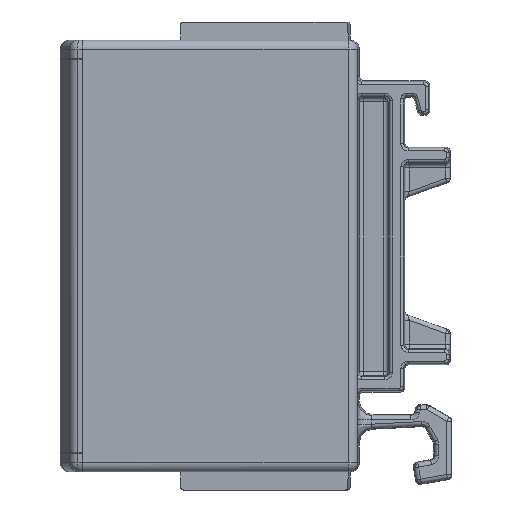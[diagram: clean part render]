
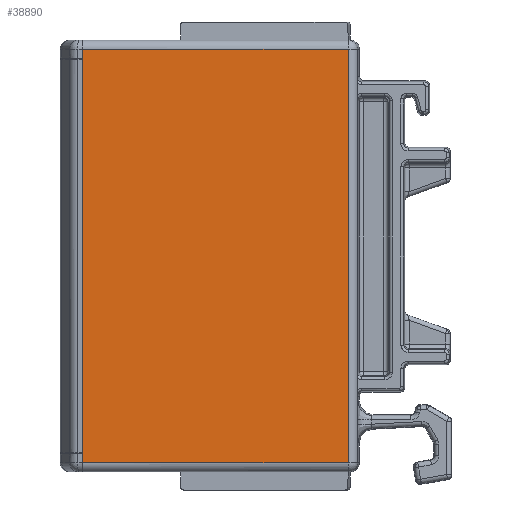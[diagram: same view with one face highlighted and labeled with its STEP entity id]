
A CAD part, left-side view. The second image highlights one B-rep face of the part: STEP entity #38890.
In plain terms, the highlighted planar face has unit normal (-1, 0, 0).
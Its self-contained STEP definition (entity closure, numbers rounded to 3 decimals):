
#37050=CARTESIAN_POINT('',(-15.,30.5,-21.8));
#37060=VERTEX_POINT('',#37050);
#37090=CARTESIAN_POINT('',(-15.,30.5,-21.8));
#37100=DIRECTION('',(0.,0.,-1.));
#37110=VECTOR('',#37100,1.);
#37120=LINE('',#37090,#37110);
#37130=CARTESIAN_POINT('',(-15.,30.5,-22.8));
#37140=VERTEX_POINT('',#37130);
#37150=EDGE_CURVE('',#37060,#37140,#37120,.T.);
#38310=CARTESIAN_POINT('',(-15.,0.,0.));
#38320=DIRECTION('',(-1.,0.,0.));
#38330=DIRECTION('',(0.,0.,1.));
#38340=AXIS2_PLACEMENT_3D('',#38310,#38320,#38330);
#38350=PLANE('',#38340);
#38360=ORIENTED_EDGE('',*,*,#37150,.T.);
#38370=CARTESIAN_POINT('',(-15.,30.5,21.8));
#38380=DIRECTION('',(0.,0.,-1.));
#38390=VECTOR('',#38380,43.6);
#38400=LINE('',#38370,#38390);
#38410=CARTESIAN_POINT('',(-15.,30.5,-21.7));
#38420=VERTEX_POINT('',#38410);
#38430=EDGE_CURVE('',#38420,#37060,#38400,.T.);
#38440=ORIENTED_EDGE('',*,*,#38430,.T.);
#38450=CARTESIAN_POINT('',(-15.,30.5,0.));
#38460=DIRECTION('',(0.,0.,1.));
#38470=VECTOR('',#38460,1.);
#38480=LINE('',#38450,#38470);
#38490=CARTESIAN_POINT('',(-15.,30.5,21.7));
#38500=VERTEX_POINT('',#38490);
#38510=EDGE_CURVE('',#38420,#38500,#38480,.T.);
#38520=ORIENTED_EDGE('',*,*,#38510,.F.);
#38530=CARTESIAN_POINT('',(-15.,30.5,21.8));
#38540=VERTEX_POINT('',#38530);
#38550=EDGE_CURVE('',#38540,#38500,#38400,.T.);
#38560=ORIENTED_EDGE('',*,*,#38550,.T.);
#38570=CARTESIAN_POINT('',(-15.,30.5,22.8));
#38580=DIRECTION('',(0.,0.,-1.));
#38590=VECTOR('',#38580,1.);
#38600=LINE('',#38570,#38590);
#38610=CARTESIAN_POINT('',(-15.,30.5,22.8));
#38620=VERTEX_POINT('',#38610);
#38630=EDGE_CURVE('',#38620,#38540,#38600,.T.);
#38640=ORIENTED_EDGE('',*,*,#38630,.T.);
#38650=CARTESIAN_POINT('',(-15.,30.5,22.8));
#38660=DIRECTION('',(0.,-1.,0.));
#38670=VECTOR('',#38660,29.255);
#38680=LINE('',#38650,#38670);
#38690=CARTESIAN_POINT('',(-15.,1.245,22.8));
#38700=VERTEX_POINT('',#38690);
#38710=EDGE_CURVE('',#38620,#38700,#38680,.T.);
#38720=ORIENTED_EDGE('',*,*,#38710,.F.);
#38730=CARTESIAN_POINT('',(-15.,1.245,0.));
#38740=DIRECTION('',(0.,0.,1.));
#38750=VECTOR('',#38740,1.);
#38760=LINE('',#38730,#38750);
#38770=CARTESIAN_POINT('',(-15.,1.245,-22.8));
#38780=VERTEX_POINT('',#38770);
#38790=EDGE_CURVE('',#38780,#38700,#38760,.T.);
#38800=ORIENTED_EDGE('',*,*,#38790,.T.);
#38810=CARTESIAN_POINT('',(-15.,0.,-22.8));
#38820=DIRECTION('',(0.,-1.,0.));
#38830=VECTOR('',#38820,1.);
#38840=LINE('',#38810,#38830);
#38850=EDGE_CURVE('',#37140,#38780,#38840,.T.);
#38860=ORIENTED_EDGE('',*,*,#38850,.T.);
#38870=EDGE_LOOP('',(#38860,#38800,#38720,#38640,#38560,#38520,#38440,
#38360));
#38880=FACE_OUTER_BOUND('',#38870,.T.);
#38890=ADVANCED_FACE('',(#38880),#38350,.T.);
